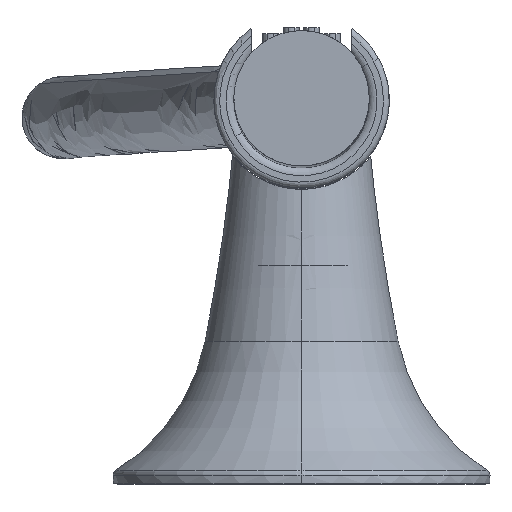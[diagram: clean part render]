
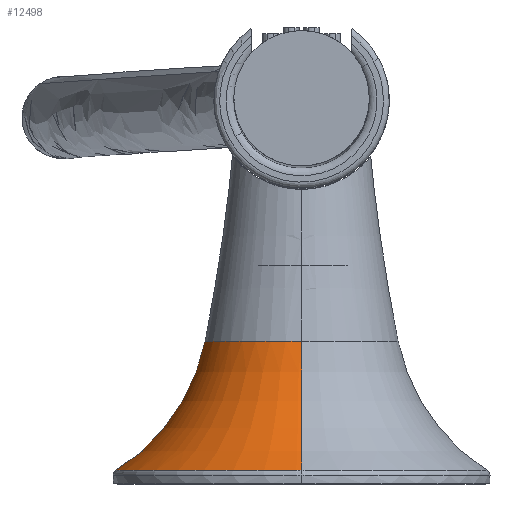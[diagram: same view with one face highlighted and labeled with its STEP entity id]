
A CAD part, top view. The second image highlights one B-rep face of the part: STEP entity #12498.
In plain terms, the highlighted toroidal (fillet/blend) face has major radius 49.748 mm and minor radius 34 mm.
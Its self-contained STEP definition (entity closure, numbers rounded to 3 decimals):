
#12139=CARTESIAN_POINT('Vertex',(-300.,-56.79,36.433)) ;
#12146=CARTESIAN_POINT('Vertex',(-307.878,-56.79,5.579)) ;
#12149=CARTESIAN_POINT('Axis2P3D Location',(-300.,-56.79,20.)) ;
#12460=CARTESIAN_POINT('Axis2P3D Location',(-300.,-50.,20.)) ;
#12465=CARTESIAN_POINT('Axis2P3D Location',(-300.,-78.711,20.)) ;
#12469=CARTESIAN_POINT('Vertex',(-315.119,-78.711,-7.675)) ;
#12471=CARTESIAN_POINT('Vertex',(-300.893,-78.711,51.523)) ;
#12474=CARTESIAN_POINT('Axis2P3D Location',(-300.,-78.711,20.)) ;
#12478=CARTESIAN_POINT('Vertex',(-300.,-78.711,51.536)) ;
#12481=CARTESIAN_POINT('Axis2P3D Location',(-300.,-50.,69.748)) ;
#12486=CARTESIAN_POINT('Axis2P3D Location',(-323.851,-50.,-23.658)) ;
#12150=DIRECTION('Axis2P3D Direction',(0.,1.,0.)) ;
#12461=DIRECTION('Axis2P3D Direction',(0.,1.,0.)) ;
#12462=DIRECTION('Axis2P3D XDirection',(0.479,0.,-0.878)) ;
#12466=DIRECTION('Axis2P3D Direction',(0.,1.,0.)) ;
#12475=DIRECTION('Axis2P3D Direction',(0.,1.,0.)) ;
#12482=DIRECTION('Axis2P3D Direction',(-1.,0.,0.)) ;
#12487=DIRECTION('Axis2P3D Direction',(0.878,0.,-0.479)) ;
#12151=AXIS2_PLACEMENT_3D('Circle Axis2P3D',#12149,#12150,$) ;
#12463=AXIS2_PLACEMENT_3D('Torus Axis2P3D',#12460,#12461,#12462) ;
#12467=AXIS2_PLACEMENT_3D('Circle Axis2P3D',#12465,#12466,$) ;
#12476=AXIS2_PLACEMENT_3D('Circle Axis2P3D',#12474,#12475,$) ;
#12483=AXIS2_PLACEMENT_3D('Circle Axis2P3D',#12481,#12482,$) ;
#12488=AXIS2_PLACEMENT_3D('Circle Axis2P3D',#12486,#12487,$) ;
#12152=CIRCLE('generated circle',#12151,16.433) ;
#12468=CIRCLE('generated circle',#12467,31.536) ;
#12477=CIRCLE('generated circle',#12476,31.536) ;
#12484=CIRCLE('generated circle',#12483,34.) ;
#12489=CIRCLE('generated circle',#12488,34.) ;
#12464=TOROIDAL_SURFACE('homeo Torus',#12463,49.748,34.) ;
#12153=EDGE_CURVE('',#12147,#12140,#12152,.T.) ;
#12473=EDGE_CURVE('',#12470,#12472,#12468,.T.) ;
#12480=EDGE_CURVE('',#12472,#12479,#12477,.T.) ;
#12485=EDGE_CURVE('',#12140,#12479,#12484,.T.) ;
#12490=EDGE_CURVE('',#12147,#12470,#12489,.T.) ;
#12492=ORIENTED_EDGE('',*,*,#12473,.T.) ;
#12493=ORIENTED_EDGE('',*,*,#12480,.T.) ;
#12494=ORIENTED_EDGE('',*,*,#12485,.F.) ;
#12495=ORIENTED_EDGE('',*,*,#12153,.F.) ;
#12496=ORIENTED_EDGE('',*,*,#12490,.T.) ;
#12491=EDGE_LOOP('',(#12492,#12493,#12494,#12495,#12496)) ;
#12140=VERTEX_POINT('',#12139) ;
#12147=VERTEX_POINT('',#12146) ;
#12470=VERTEX_POINT('',#12469) ;
#12472=VERTEX_POINT('',#12471) ;
#12479=VERTEX_POINT('',#12478) ;
#12498=ADVANCED_FACE('PartBody.1',(#12497),#12464,.F.) ;
#12497=FACE_OUTER_BOUND('',#12491,.T.) ;
